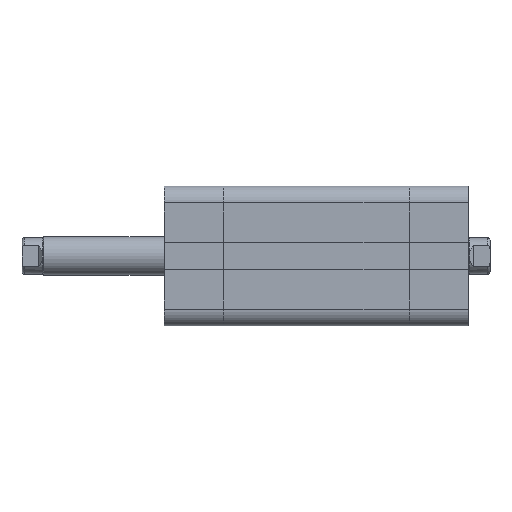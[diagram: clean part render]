
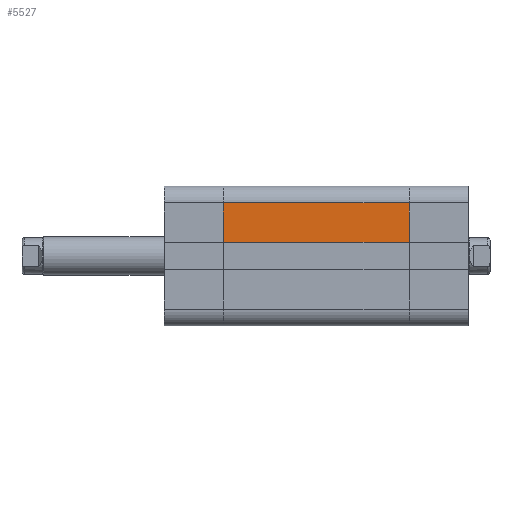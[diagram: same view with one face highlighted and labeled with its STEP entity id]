
A CAD part, front view. The second image highlights one B-rep face of the part: STEP entity #5527.
In plain terms, the highlighted planar face has unit normal (0, -1, 0).
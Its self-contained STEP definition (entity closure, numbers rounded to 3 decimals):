
#298 = CARTESIAN_POINT ( 'NONE',  ( -11., -14.5, 0. ) ) ;
#383 = CARTESIAN_POINT ( 'NONE',  ( -2.85, -14.5, 0. ) ) ;
#463 = CARTESIAN_POINT ( 'NONE',  ( -2.85, -14.5, -38.5 ) ) ;
#470 = CARTESIAN_POINT ( 'NONE',  ( -11., -14.5, -38.5 ) ) ;
#1196 = CARTESIAN_POINT ( 'NONE',  ( -11., -14.5, -38.5 ) ) ;
#1200 = DIRECTION ( 'NONE',  ( 0., 0., 1. ) ) ;
#1216 = CARTESIAN_POINT ( 'NONE',  ( -11., -14.5, 0. ) ) ;
#1218 = CARTESIAN_POINT ( 'NONE',  ( -2.85, -14.5, -38.5 ) ) ;
#1219 = DIRECTION ( 'NONE',  ( 1., 0., 0. ) ) ;
#1220 = CARTESIAN_POINT ( 'NONE',  ( -11., -14.5, -38.5 ) ) ;
#1222 = DIRECTION ( 'NONE',  ( 0., 0., 1. ) ) ;
#1224 = DIRECTION ( 'NONE',  ( 1., 0., 0. ) ) ;
#1985 = LINE ( 'NONE', #1196, #1995 ) ;
#1989 = LINE ( 'NONE', #1218, #2013 ) ;
#1995 = VECTOR ( 'NONE', #1200, 1000. ) ;
#2006 = LINE ( 'NONE', #1216, #2011 ) ;
#2010 = LINE ( 'NONE', #1220, #2015 ) ;
#2011 = VECTOR ( 'NONE', #1219, 1000. ) ;
#2013 = VECTOR ( 'NONE', #1222, 1000. ) ;
#2015 = VECTOR ( 'NONE', #1224, 1000. ) ;
#2457 = ORIENTED_EDGE ( 'NONE', *, *, #3717, .F. ) ;
#2475 = ORIENTED_EDGE ( 'NONE', *, *, #3708, .F. ) ;
#2476 = ORIENTED_EDGE ( 'NONE', *, *, #3718, .T. ) ;
#2480 = ORIENTED_EDGE ( 'NONE', *, *, #3719, .T. ) ;
#2904 = VERTEX_POINT ( 'NONE', #298 ) ;
#3001 = VERTEX_POINT ( 'NONE', #383 ) ;
#3084 = VERTEX_POINT ( 'NONE', #463 ) ;
#3091 = VERTEX_POINT ( 'NONE', #470 ) ;
#3708 = EDGE_CURVE ( 'NONE', #3091, #2904, #1985, .T. ) ;
#3717 = EDGE_CURVE ( 'NONE', #2904, #3001, #2006, .T. ) ;
#3718 = EDGE_CURVE ( 'NONE', #3084, #3001, #1989, .T. ) ;
#3719 = EDGE_CURVE ( 'NONE', #3091, #3084, #2010, .T. ) ;
#4228 = AXIS2_PLACEMENT_3D ( 'NONE', #4929, #4932, #4933 ) ;
#4929 = CARTESIAN_POINT ( 'NONE',  ( -11., -14.5, -38.5 ) ) ;
#4930 = PLANE ( 'NONE',  #4228 ) ;
#4932 = DIRECTION ( 'NONE',  ( 0., -1., 0. ) ) ;
#4933 = DIRECTION ( 'NONE',  ( 0., 0., -1. ) ) ;
#5301 = FACE_OUTER_BOUND ( 'NONE', #5890, .T. ) ;
#5527 = ADVANCED_FACE ( 'NONE', ( #5301 ), #4930, .T. ) ;
#5890 = EDGE_LOOP ( 'NONE', ( #2476, #2457, #2475, #2480 ) ) ;
